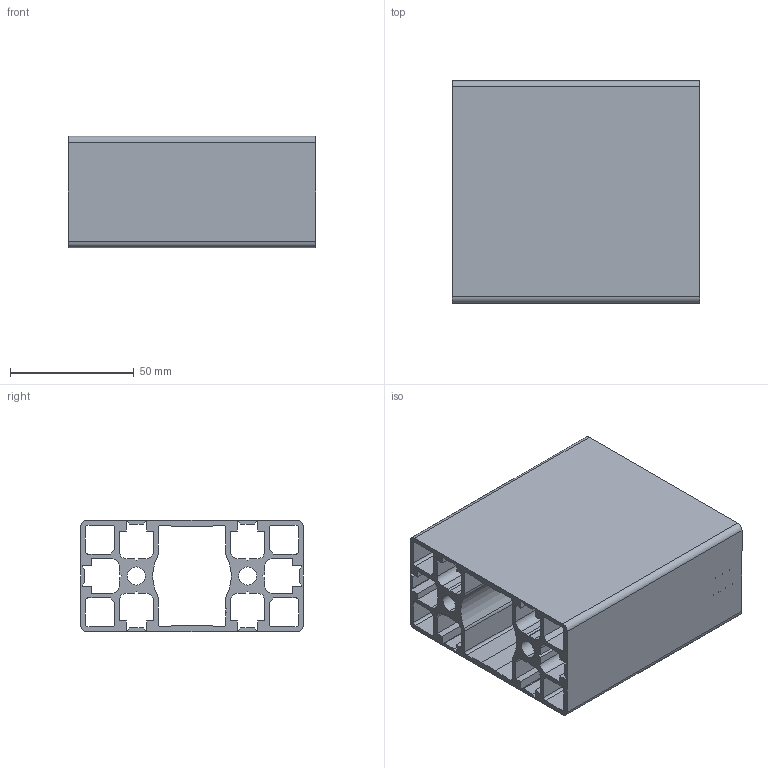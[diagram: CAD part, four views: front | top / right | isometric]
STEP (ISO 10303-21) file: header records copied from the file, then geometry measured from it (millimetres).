
FILE_DESCRIPTION (( 'STEP AP214' ), '1' );
FILE_NAME ('084.101.067.STEP', '2020-07-23T07:40:31', ( '' ), ( '' ), 'SwSTEP 2.0', 'SolidWorks 2018', '' );
FILE_SCHEMA (( 'AUTOMOTIVE_DESIGN' ));
Length unit declared in the file: millimetre
Products named in the file (1): 084.101.067
Bounding box: 100 x 90 x 45 mm (x, y, z)
Volume: 119693 mm3; surface area: 99204.7 mm2
Topology: 1 solids, 1 shells, 175 faces, 519 edges, 346 vertices
Faces by surface type: plane 130, cylinder 45
Entity records: 5909 total; most frequent: CARTESIAN_POINT 1041, ORIENTED_EDGE 1038, DIRECTION 961, EDGE_CURVE 519, VECTOR 429, LINE 429, VERTEX_POINT 346, AXIS2_PLACEMENT_3D 266
